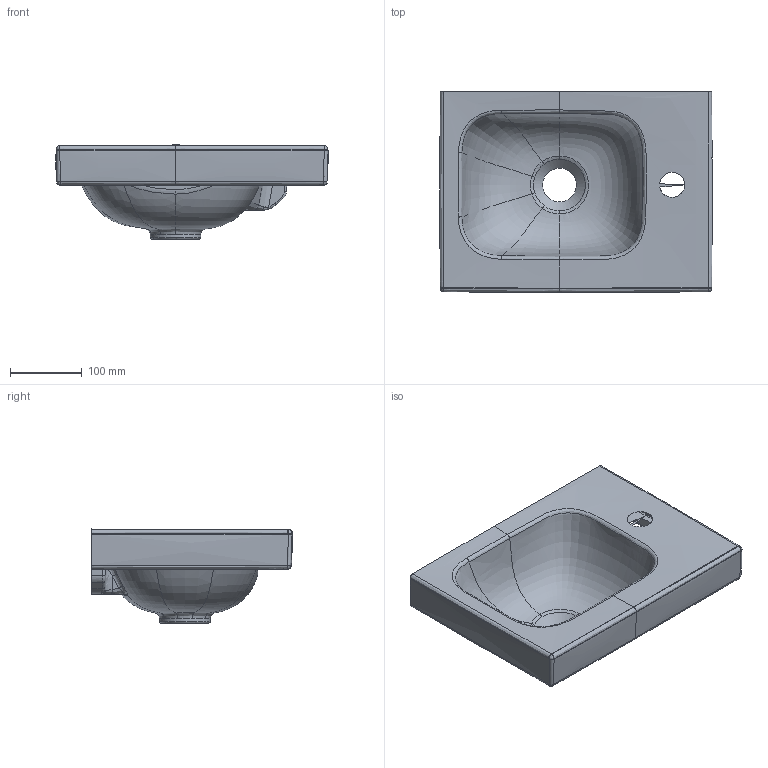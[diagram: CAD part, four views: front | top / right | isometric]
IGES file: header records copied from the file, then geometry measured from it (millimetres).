
Global section: file name: 501.830.00.2; native system: Autodesk Inventor 2018; preprocessor: unknown; author: JANAN; date: 20211001.113333; units: millimetre
Bounding box: 379.93 x 279.87 x 131 mm (x, y, z)
Volume: 3563240.1 mm3; surface area: 373106.7 mm2
Topology: 1 solids, 1 shells, 244 faces, 576 edges, 330 vertices
Faces by surface type: bspline 244
